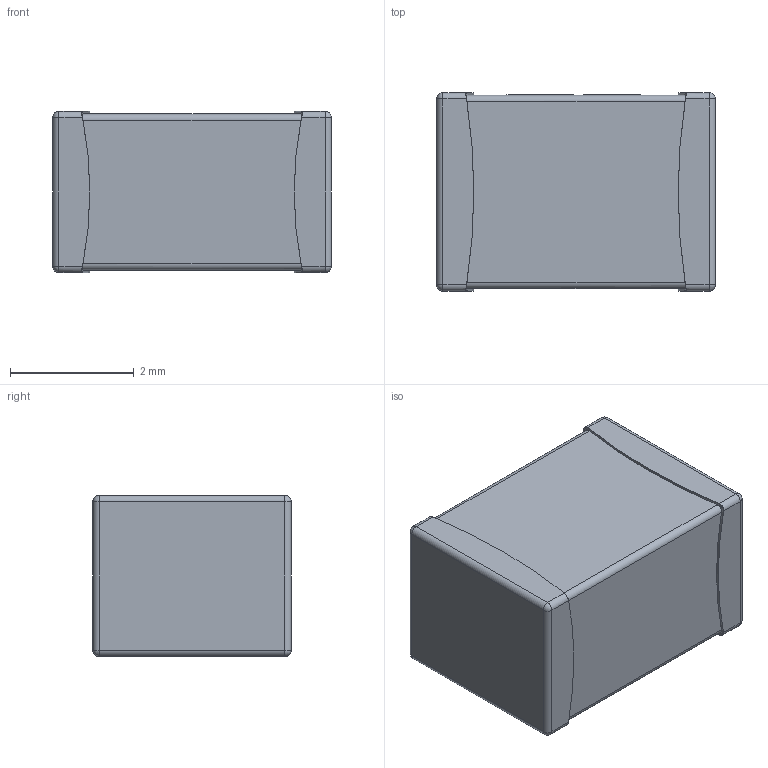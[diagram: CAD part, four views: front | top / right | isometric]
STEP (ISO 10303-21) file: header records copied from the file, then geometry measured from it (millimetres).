
FILE_DESCRIPTION(/* description */ ('Designed by EasyEDA Pro','CAx-IF Rec.Pracs.---Representation and Presentation of Product Manufacturing Information (PMI)---4.0---2014-10-13'),/* implementation_level */ '2;1');
FILE_NAME(/* name */ 'C1812.step',/* time_stamp */ '2025-01-24T17:26:36+08:00',/* author */ (''),/* organization */ (''),/* preprocessor_version */ 'ST-DEVELOPER v20',/* originating_system */ 'Autodesk Translation Framework v13.20.0.188',/* authorisation */ '');
FILE_SCHEMA (('AP242_MANAGED_MODEL_BASED_3D_ENGINEERING_MIM_LF { 1 0 10303 442 1 1 4 }'));
Length unit declared in the file: millimetre
Products named in the file (3): z3Se-PCBModel; z3Se-Board; z3Se-U1-C1812
Assembly tree (2 placements, depth 2):
  z3Se-PCBModel
    z3Se-Board
    z3Se-U1-C1812
Bounding box: 4.5 x 3.2 x 2.6 mm (x, y, z)
Volume: 35.8 mm3; surface area: 67.1 mm2
Topology: 1 solids, 1 shells, 341 faces, 923 edges, 602 vertices
Faces by surface type: plane 193, bspline 112, cylinder 28, sphere 8
Entity records: 12142 total; most frequent: CARTESIAN_POINT 4029, ORIENTED_EDGE 1830, DIRECTION 1339, EDGE_CURVE 915, LINE 603, VECTOR 603, VERTEX_POINT 602, AXIS2_PLACEMENT_3D 368
